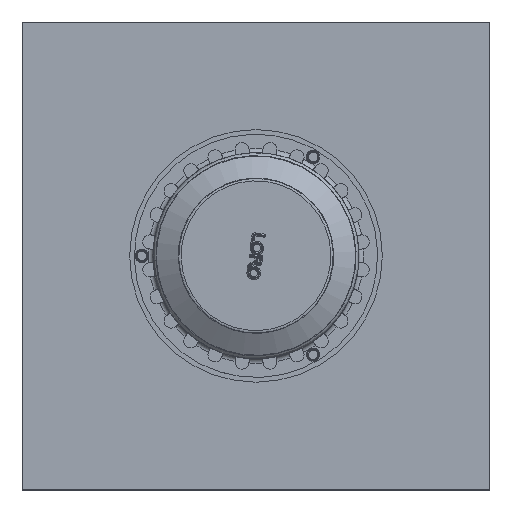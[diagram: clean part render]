
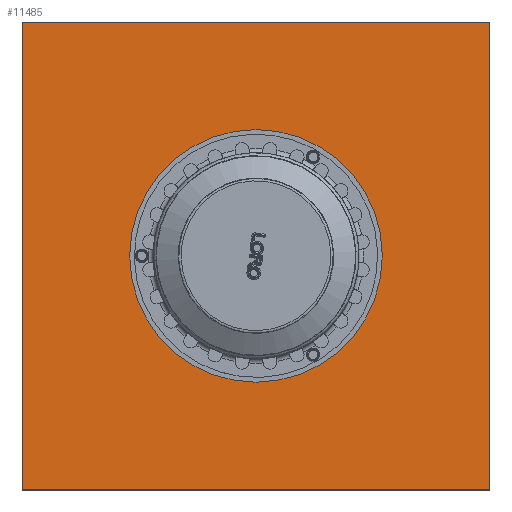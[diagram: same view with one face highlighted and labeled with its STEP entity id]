
A CAD part, top view. The second image highlights one B-rep face of the part: STEP entity #11485.
In plain terms, the highlighted planar face has unit normal (0, 0, 1).
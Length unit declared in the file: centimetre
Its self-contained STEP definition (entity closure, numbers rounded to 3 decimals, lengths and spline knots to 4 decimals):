
#493=FACE_BOUND('',#3528,.T.);
#685=PLANE('',#12853);
#1393=LINE('',#26189,#2005);
#1397=LINE('',#26196,#2009);
#1400=LINE('',#26202,#2012);
#1401=LINE('',#26204,#2013);
#2005=VECTOR('',#16090,1.);
#2009=VECTOR('',#16096,1.);
#2012=VECTOR('',#16101,1.);
#2013=VECTOR('',#16104,1.);
#2815=FACE_OUTER_BOUND('',#3527,.T.);
#3527=EDGE_LOOP('',(#10475,#10476,#10477,#10478));
#3528=EDGE_LOOP('',(#10479));
#4286=CIRCLE('',#12848,90.8789);
#5410=VERTEX_POINT('',#26179);
#5413=VERTEX_POINT('',#26186);
#5414=VERTEX_POINT('',#26188);
#5416=VERTEX_POINT('',#26194);
#5418=VERTEX_POINT('',#26200);
#7101=EDGE_CURVE('',#5410,#5410,#4286,.T.);
#7105=EDGE_CURVE('',#5413,#5414,#1393,.T.);
#7109=EDGE_CURVE('',#5416,#5413,#1397,.T.);
#7112=EDGE_CURVE('',#5418,#5416,#1400,.T.);
#7113=EDGE_CURVE('',#5414,#5418,#1401,.T.);
#10475=ORIENTED_EDGE('',*,*,#7105,.F.);
#10476=ORIENTED_EDGE('',*,*,#7109,.F.);
#10477=ORIENTED_EDGE('',*,*,#7112,.F.);
#10478=ORIENTED_EDGE('',*,*,#7113,.F.);
#10479=ORIENTED_EDGE('',*,*,#7101,.T.);
#11485=ADVANCED_FACE('',(#2815,#493),#685,.F.);
#12848=AXIS2_PLACEMENT_3D('',#26180,#16082,#16083);
#12853=AXIS2_PLACEMENT_3D('',#26203,#16102,#16103);
#16082=DIRECTION('center_axis',(0.,0.,-1.));
#16083=DIRECTION('ref_axis',(1.,0.,0.));
#16090=DIRECTION('',(0.,-1.,0.));
#16096=DIRECTION('',(1.,0.,0.));
#16101=DIRECTION('',(0.,1.,0.));
#16102=DIRECTION('center_axis',(0.,0.,-1.));
#16103=DIRECTION('ref_axis',(-1.,0.,0.));
#16104=DIRECTION('',(-1.,0.,0.));
#26179=CARTESIAN_POINT('',(829.2418,83.5534,221.8076));
#26180=CARTESIAN_POINT('Origin',(829.2418,174.4323,221.8076));
#26186=CARTESIAN_POINT('',(1079.2418,424.4323,221.8076));
#26188=CARTESIAN_POINT('',(1079.2418,-75.5677,221.8076));
#26189=CARTESIAN_POINT('',(1079.2418,174.4323,221.8076));
#26194=CARTESIAN_POINT('',(579.2418,424.4323,221.8076));
#26196=CARTESIAN_POINT('',(829.2418,424.4323,221.8076));
#26200=CARTESIAN_POINT('',(579.2418,-75.5677,221.8076));
#26202=CARTESIAN_POINT('',(579.2418,174.4323,221.8076));
#26203=CARTESIAN_POINT('Origin',(829.2418,174.4323,221.8076));
#26204=CARTESIAN_POINT('',(829.2418,-75.5677,221.8076));
